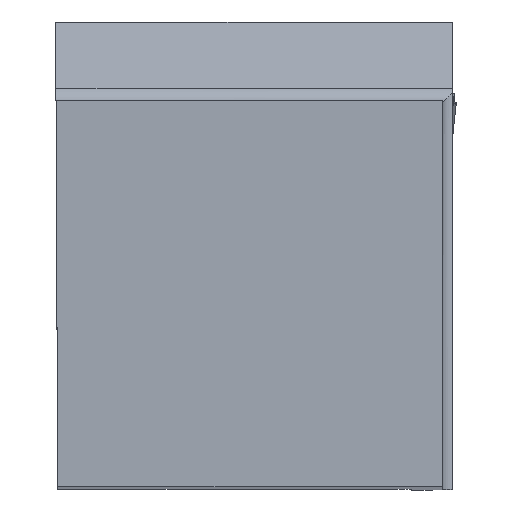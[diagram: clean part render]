
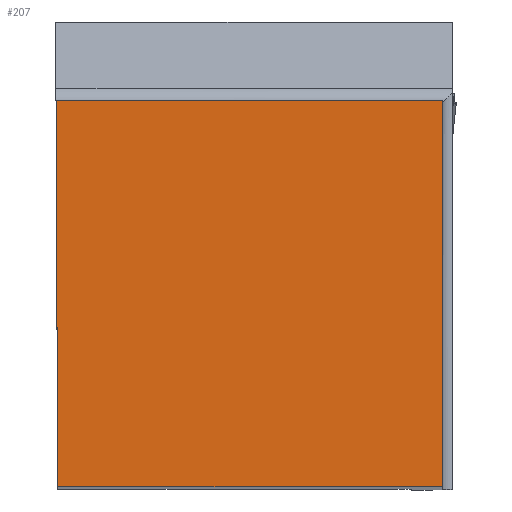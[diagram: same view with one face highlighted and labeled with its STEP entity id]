
A CAD part, top view. The second image highlights one B-rep face of the part: STEP entity #207.
In plain terms, the highlighted planar face has unit normal (0, 0, 1).
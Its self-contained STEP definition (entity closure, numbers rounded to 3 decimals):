
#207=ADVANCED_FACE('CU_BACK_SU1',(#316),#277,.F.);
#277=PLANE('',#1517);
#316=FACE_OUTER_BOUND('',#386,.T.);
#386=EDGE_LOOP('',(#481,#482,#483,#484));
#481=ORIENTED_EDGE('',*,*,#995,.T.);
#482=ORIENTED_EDGE('',*,*,#1002,.T.);
#483=ORIENTED_EDGE('',*,*,#1003,.T.);
#484=ORIENTED_EDGE('',*,*,#998,.F.);
#862=VERTEX_POINT('',#2034);
#863=VERTEX_POINT('',#2036);
#864=VERTEX_POINT('',#2041);
#867=VERTEX_POINT('',#2049);
#995=EDGE_CURVE('',#863,#862,#1189,.T.);
#998=EDGE_CURVE('',#863,#864,#1192,.T.);
#1002=EDGE_CURVE('',#862,#867,#1195,.T.);
#1003=EDGE_CURVE('',#867,#864,#1196,.T.);
#1189=LINE('',#2035,#1316);
#1192=LINE('',#2040,#1319);
#1195=LINE('',#2048,#1322);
#1196=LINE('',#2050,#1323);
#1316=VECTOR('',#1656,1.);
#1319=VECTOR('',#1661,1.);
#1322=VECTOR('',#1668,1.);
#1323=VECTOR('',#1669,1.);
#1517=AXIS2_PLACEMENT_3D('',#2051,#1670,#1671);
#1656=DIRECTION('',(1.,0.,0.));
#1661=DIRECTION('',(-0.004,1.,0.));
#1668=DIRECTION('',(0.,1.,0.));
#1669=DIRECTION('',(-1.,0.,0.));
#1670=DIRECTION('',(0.,0.,-1.));
#1671=DIRECTION('',(-1.,0.,0.));
#2034=CARTESIAN_POINT('',(31.85,0.,0.));
#2035=CARTESIAN_POINT('',(56.708,0.,0.));
#2036=CARTESIAN_POINT('',(0.139,0.,0.));
#2040=CARTESIAN_POINT('',(-0.086,51.602,0.));
#2041=CARTESIAN_POINT('',(0.,31.85,0.));
#2048=CARTESIAN_POINT('',(31.85,51.85,0.));
#2049=CARTESIAN_POINT('',(31.85,31.85,0.));
#2050=CARTESIAN_POINT('',(56.708,31.85,0.));
#2051=CARTESIAN_POINT('',(56.708,51.85,0.));
